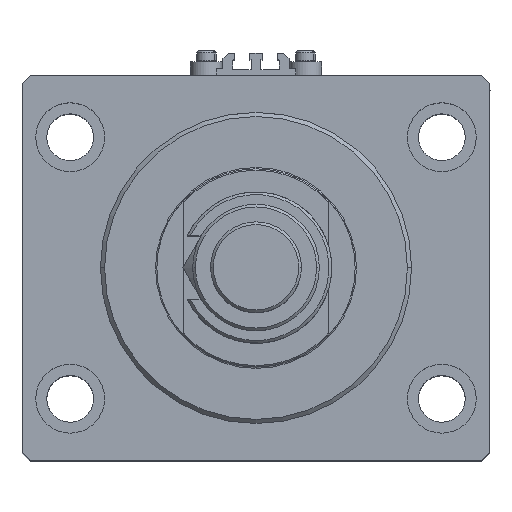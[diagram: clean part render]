
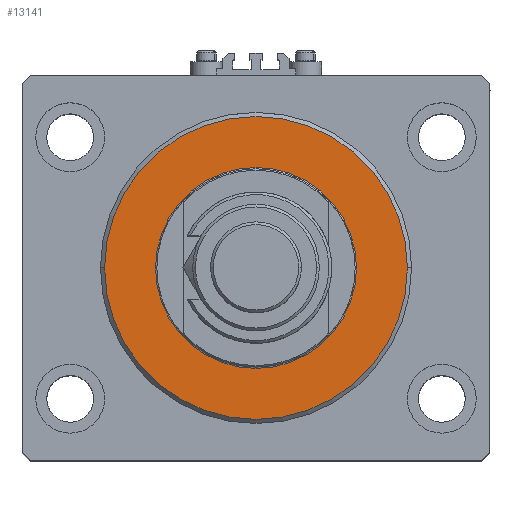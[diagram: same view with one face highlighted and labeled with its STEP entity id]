
A CAD part, top view. The second image highlights one B-rep face of the part: STEP entity #13141.
In plain terms, the highlighted face is planar.
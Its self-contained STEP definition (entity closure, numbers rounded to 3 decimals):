
#3965 = CIRCLE ( 'NONE', #38713, 55. ) ;
#5627 = AXIS2_PLACEMENT_3D ( 'NONE', #11267, #22943, #11027 ) ;
#7294 = VERTEX_POINT ( 'NONE', #44639 ) ;
#9857 = CIRCLE ( 'NONE', #45513, 36.5 ) ;
#10063 = AXIS2_PLACEMENT_3D ( 'NONE', #30589, #23273, #50329 ) ;
#10265 = CARTESIAN_POINT ( 'NONE',  ( 55., 0., 0. ) ) ;
#11027 = DIRECTION ( 'NONE',  ( 1., 0., 0. ) ) ;
#11267 = CARTESIAN_POINT ( 'NONE',  ( 0., 0., 0. ) ) ;
#11871 = CARTESIAN_POINT ( 'NONE',  ( -36.5, 0., 0. ) ) ;
#12494 = DIRECTION ( 'NONE',  ( 0., 0., 1. ) ) ;
#13141 = ADVANCED_FACE ( 'NONE', ( #43187, #19812 ), #15663, .F. ) ;
#13715 = CARTESIAN_POINT ( 'NONE',  ( -55., 0., 0. ) ) ;
#13848 = EDGE_CURVE ( 'NONE', #48058, #37967, #3965, .T. ) ;
#14858 = CARTESIAN_POINT ( 'NONE',  ( 0., 0., 0. ) ) ;
#15663 = PLANE ( 'NONE',  #5627 ) ;
#17749 = EDGE_LOOP ( 'NONE', ( #32924, #21491 ) ) ;
#18598 = ORIENTED_EDGE ( 'NONE', *, *, #21848, .T. ) ;
#19812 = FACE_OUTER_BOUND ( 'NONE', #45836, .T. ) ;
#21491 = ORIENTED_EDGE ( 'NONE', *, *, #38868, .T. ) ;
#21723 = DIRECTION ( 'NONE',  ( 0., 0., -1. ) ) ;
#21848 = EDGE_CURVE ( 'NONE', #37967, #48058, #42741, .T. ) ;
#22464 = DIRECTION ( 'NONE',  ( 0., 0., -1. ) ) ;
#22943 = DIRECTION ( 'NONE',  ( 0., 0., 1. ) ) ;
#23273 = DIRECTION ( 'NONE',  ( 0., 0., 1. ) ) ;
#26156 = AXIS2_PLACEMENT_3D ( 'NONE', #33675, #21723, #29523 ) ;
#29523 = DIRECTION ( 'NONE',  ( 1., 0., 0. ) ) ;
#30589 = CARTESIAN_POINT ( 'NONE',  ( 0., 0., 0. ) ) ;
#31437 = DIRECTION ( 'NONE',  ( 1., 0., 0. ) ) ;
#32446 = CIRCLE ( 'NONE', #10063, 36.5 ) ;
#32924 = ORIENTED_EDGE ( 'NONE', *, *, #47570, .T. ) ;
#33675 = CARTESIAN_POINT ( 'NONE',  ( 0., 0., 0. ) ) ;
#33855 = VERTEX_POINT ( 'NONE', #11871 ) ;
#37967 = VERTEX_POINT ( 'NONE', #13715 ) ;
#38713 = AXIS2_PLACEMENT_3D ( 'NONE', #50260, #22464, #45839 ) ;
#38868 = EDGE_CURVE ( 'NONE', #33855, #7294, #32446, .T. ) ;
#42741 = CIRCLE ( 'NONE', #26156, 55. ) ;
#43187 = FACE_BOUND ( 'NONE', #17749, .T. ) ;
#43690 = ORIENTED_EDGE ( 'NONE', *, *, #13848, .T. ) ;
#44639 = CARTESIAN_POINT ( 'NONE',  ( 36.5, 0., 0. ) ) ;
#45513 = AXIS2_PLACEMENT_3D ( 'NONE', #14858, #12494, #31437 ) ;
#45836 = EDGE_LOOP ( 'NONE', ( #43690, #18598 ) ) ;
#45839 = DIRECTION ( 'NONE',  ( 1., 0., 0. ) ) ;
#47570 = EDGE_CURVE ( 'NONE', #7294, #33855, #9857, .T. ) ;
#48058 = VERTEX_POINT ( 'NONE', #10265 ) ;
#50260 = CARTESIAN_POINT ( 'NONE',  ( 0., 0., 0. ) ) ;
#50329 = DIRECTION ( 'NONE',  ( 1., 0., 0. ) ) ;
